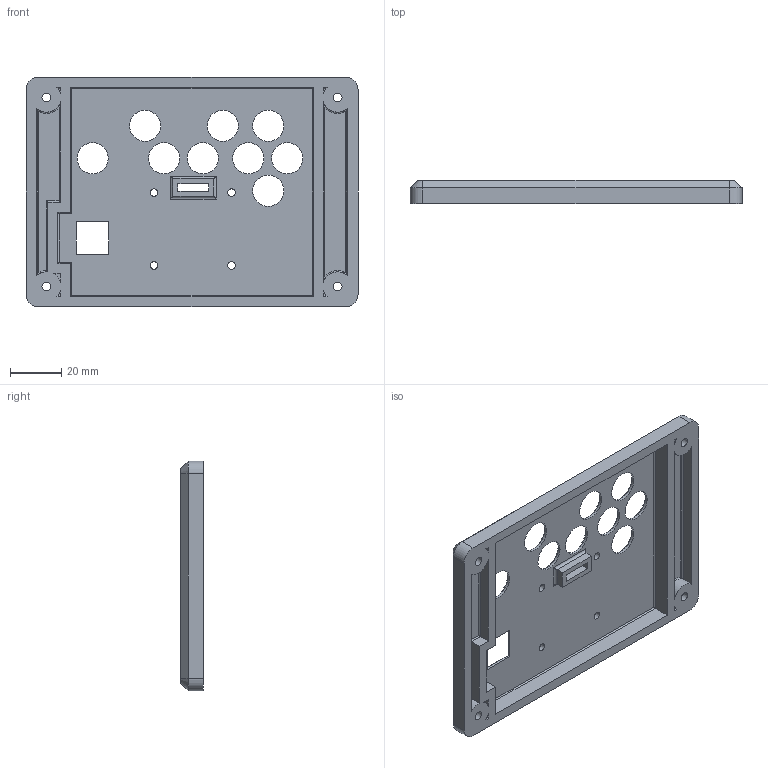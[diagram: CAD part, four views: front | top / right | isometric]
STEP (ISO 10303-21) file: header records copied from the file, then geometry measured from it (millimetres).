
FILE_DESCRIPTION(/* description */ (''),/* implementation_level */ '2;1');
FILE_NAME(/* name */ 'Top v33.step',/* time_stamp */ '2024-02-21T18:12:58-06:00',/* author */ (''),/* organization */ (''),/* preprocessor_version */ 'ST-DEVELOPER v20',/* originating_system */ 'Autodesk Translation Framework v12.20.1.177',/* authorisation */ '');
FILE_SCHEMA (('AUTOMOTIVE_DESIGN { 1 0 10303 214 3 1 1 }'));
Length unit declared in the file: millimetre
Products named in the file (1): Tapa
Bounding box: 130 x 9 x 90 mm (x, y, z)
Volume: 39598.3 mm3; surface area: 29957.7 mm2
Topology: 1 solids, 1 shells, 613 faces, 1661 edges, 1093 vertices
Faces by surface type: plane 300, bspline 240, cylinder 56, cone 13, torus 4
Full cylindrical faces by diameter (mm): 3 x4, 3.5 x4, 12.2 x9
Entity records: 21518 total; most frequent: CARTESIAN_POINT 7550, ORIENTED_EDGE 3322, DIRECTION 2031, EDGE_CURVE 1661, VERTEX_POINT 1093, LINE 1053, VECTOR 1053, EDGE_LOOP 694
